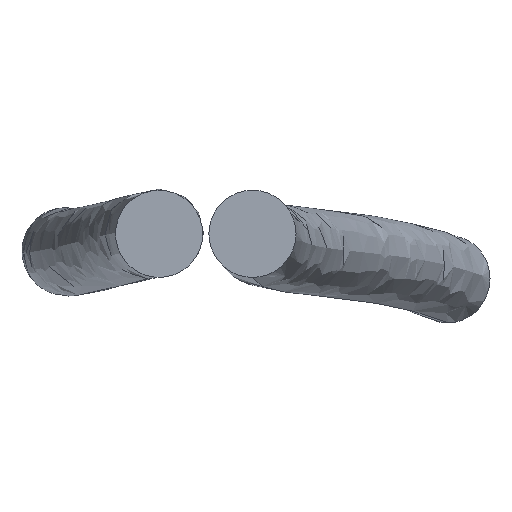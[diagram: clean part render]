
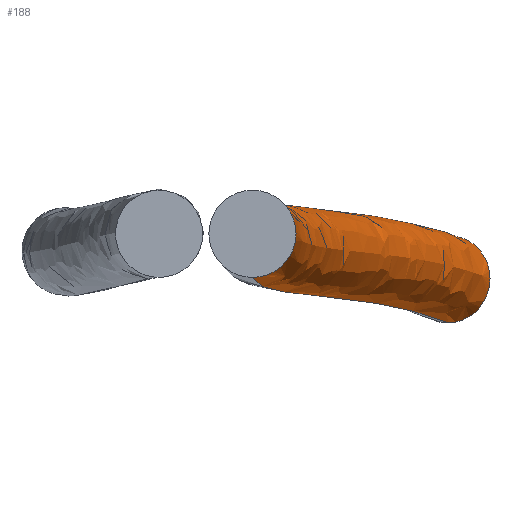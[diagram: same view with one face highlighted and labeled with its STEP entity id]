
A CAD part, front view. The second image highlights one B-rep face of the part: STEP entity #188.
In plain terms, the highlighted free-form (B-spline) face has degree [3, 3] with [7, 6] control points.
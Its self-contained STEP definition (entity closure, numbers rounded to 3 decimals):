
#3 = DIRECTION ( 'NONE',  ( 0., 0., 1. ) ) ;
#5 = CARTESIAN_POINT ( 'NONE',  ( 115.597, -129.694, 64.344 ) ) ;
#13 = ORIENTED_EDGE ( 'NONE', *, *, #464, .T. ) ;
#24 = EDGE_CURVE ( 'NONE', #387, #372, #410, .T. ) ;
#28 = CARTESIAN_POINT ( 'NONE',  ( 104.4, -180.75, 66.405 ) ) ;
#31 = CARTESIAN_POINT ( 'NONE',  ( 124.741, -122.672, 63.164 ) ) ;
#33 = CARTESIAN_POINT ( 'NONE',  ( 110.965, -170.074, 59.227 ) ) ;
#41 = CARTESIAN_POINT ( 'NONE',  ( 118.67, -121.069, 56.743 ) ) ;
#42 = CARTESIAN_POINT ( 'NONE',  ( 118.702, -120.711, 63.083 ) ) ;
#44 = CARTESIAN_POINT ( 'NONE',  ( 112.091, -139.125, 64.72 ) ) ;
#54 = CARTESIAN_POINT ( 'NONE',  ( 115.597, -129.694, 64.344 ) ) ;
#58 = ORIENTED_EDGE ( 'NONE', *, *, #491, .T. ) ;
#59 = CARTESIAN_POINT ( 'NONE',  ( 118.702, -120.711, 63.083 ) ) ;
#64 = CARTESIAN_POINT ( 'NONE',  ( 118.67, -121.069, 56.743 ) ) ;
#67 = DIRECTION ( 'NONE',  ( 0.005, 0.056, 0.998 ) ) ;
#72 = CARTESIAN_POINT ( 'NONE',  ( 104.4, -180.75, 60.055 ) ) ;
#74 = CARTESIAN_POINT ( 'NONE',  ( 121.716, -131.724, 58.084 ) ) ;
#77 = CARTESIAN_POINT ( 'NONE',  ( 104.4, -180.75, 63.23 ) ) ;
#80 = ORIENTED_EDGE ( 'NONE', *, *, #347, .F. ) ;
#87 = CARTESIAN_POINT ( 'NONE',  ( 104.556, -169.605, 65.518 ) ) ;
#105 = CARTESIAN_POINT ( 'NONE',  ( 115.712, -129.654, 57.981 ) ) ;
#114 = CARTESIAN_POINT ( 'NONE',  ( 112.945, -160.007, 59.038 ) ) ;
#128 = CIRCLE ( 'NONE', #367, 3.175 ) ;
#135 = CARTESIAN_POINT ( 'NONE',  ( 104.556, -169.605, 65.518 ) ) ;
#145 = CARTESIAN_POINT ( 'NONE',  ( 118.148, -141.06, 64.807 ) ) ;
#150 = DIRECTION ( 'NONE',  ( 0., 1., 0. ) ) ;
#173 = CARTESIAN_POINT ( 'NONE',  ( 118.702, -120.711, 63.083 ) ) ;
#175 = CARTESIAN_POINT ( 'NONE',  ( 104.4, -180.75, 66.405 ) ) ;
#181 = CARTESIAN_POINT ( 'NONE',  ( 118.67, -121.069, 56.743 ) ) ;
#187 = CARTESIAN_POINT ( 'NONE',  ( 106.712, -158.746, 58.968 ) ) ;
#188 = ADVANCED_FACE ( 'NONE', ( #293 ), #404, .T. ) ;
#192 = CARTESIAN_POINT ( 'NONE',  ( 104.4, -180.75, 66.405 ) ) ;
#196 = CARTESIAN_POINT ( 'NONE',  ( 109.594, -127.624, 64.24 ) ) ;
#215 = CARTESIAN_POINT ( 'NONE',  ( 124.709, -123.031, 56.824 ) ) ;
#222 = CARTESIAN_POINT ( 'NONE',  ( 115.712, -129.654, 57.981 ) ) ;
#224 = CARTESIAN_POINT ( 'NONE',  ( 112.091, -139.125, 64.72 ) ) ;
#228 = CARTESIAN_POINT ( 'NONE',  ( 106.57, -159.084, 65.308 ) ) ;
#230 = AXIS2_PLACEMENT_3D ( 'NONE', #400, #296, #67 ) ;
#233 = CARTESIAN_POINT ( 'NONE',  ( 106.204, -136.955, 58.288 ) ) ;
#235 = CIRCLE ( 'NONE', #230, 3.175 ) ;
#249 = CARTESIAN_POINT ( 'NONE',  ( 112.803, -160.345, 65.377 ) ) ;
#252 = CARTESIAN_POINT ( 'NONE',  ( 115.597, -129.694, 64.344 ) ) ;
#258 = CARTESIAN_POINT ( 'NONE',  ( 104.4, -180.75, 60.055 ) ) ;
#259 = CARTESIAN_POINT ( 'NONE',  ( 110.75, -180.75, 66.405 ) ) ;
#262 = CARTESIAN_POINT ( 'NONE',  ( 112.663, -118.749, 63.002 ) ) ;
#263 = CARTESIAN_POINT ( 'NONE',  ( 106.712, -158.746, 58.968 ) ) ;
#275 = VERTEX_POINT ( 'NONE', #181 ) ;
#284 = ORIENTED_EDGE ( 'NONE', *, *, #24, .F. ) ;
#293 = FACE_OUTER_BOUND ( 'NONE', #356, .T. ) ;
#296 = DIRECTION ( 'NONE',  ( 0.309, 0.949, -0.055 ) ) ;
#325 = CARTESIAN_POINT ( 'NONE',  ( 118.702, -120.711, 63.083 ) ) ;
#339 = CARTESIAN_POINT ( 'NONE',  ( 106.034, -137.19, 64.632 ) ) ;
#347 = EDGE_CURVE ( 'NONE', #372, #275, #235, .T. ) ;
#352 = VERTEX_POINT ( 'NONE', #258 ) ;
#356 = EDGE_LOOP ( 'NONE', ( #13, #58, #80, #284 ) ) ;
#359 = CARTESIAN_POINT ( 'NONE',  ( 98.265, -168.668, 59.109 ) ) ;
#367 = AXIS2_PLACEMENT_3D ( 'NONE', #77, #150, #3 ) ;
#369 = CARTESIAN_POINT ( 'NONE',  ( 104.615, -169.371, 59.168 ) ) ;
#371 = CARTESIAN_POINT ( 'NONE',  ( 98.05, -180.75, 66.405 ) ) ;
#372 = VERTEX_POINT ( 'NONE', #59 ) ;
#378 = CARTESIAN_POINT ( 'NONE',  ( 112.632, -119.108, 56.662 ) ) ;
#387 = VERTEX_POINT ( 'NONE', #28 ) ;
#389 = CARTESIAN_POINT ( 'NONE',  ( 112.091, -139.125, 64.72 ) ) ;
#396 = CARTESIAN_POINT ( 'NONE',  ( 112.261, -138.89, 58.376 ) ) ;
#398 = CARTESIAN_POINT ( 'NONE',  ( 110.906, -170.308, 65.577 ) ) ;
#400 = CARTESIAN_POINT ( 'NONE',  ( 118.686, -120.89, 59.913 ) ) ;
#403 = CARTESIAN_POINT ( 'NONE',  ( 121.601, -131.764, 64.447 ) ) ;
#404 =( BOUNDED_SURFACE ( )  B_SPLINE_SURFACE ( 3, 3, ( 
 ( #443, #437, #481, #224, #252, #325 ),
 ( #259, #398, #249, #145, #403, #31 ),
 ( #445, #33, #114, #435, #74, #215 ),
 ( #406, #369, #187, #396, #105, #64 ),
 ( #474, #359, #455, #233, #409, #378 ),
 ( #371, #419, #415, #339, #196, #262 ),
 ( #192, #87, #228, #44, #5, #42 ) ),
 .UNSPECIFIED., .T., .F., .T. ) 
 B_SPLINE_SURFACE_WITH_KNOTS ( ( 4, 3, 4 ),
 ( 4, 2, 4 ),
 ( 0., 0.5, 1. ),
 ( 0., 0.5, 1. ),
 .UNSPECIFIED. ) 
 GEOMETRIC_REPRESENTATION_ITEM ( )  RATIONAL_B_SPLINE_SURFACE ( (
 ( 1., 1., 1., 1., 1., 1.),
 ( 0.333, 0.333, 0.333, 0.333, 0.333, 0.333),
 ( 0.333, 0.333, 0.333, 0.333, 0.333, 0.333),
 ( 1., 1., 1., 1., 1., 1.),
 ( 0.333, 0.333, 0.333, 0.333, 0.333, 0.333),
 ( 0.333, 0.333, 0.333, 0.333, 0.333, 0.333),
 ( 1., 1., 1., 1., 1., 1.) ) ) 
 REPRESENTATION_ITEM ( '' )  SURFACE ( )  );
#406 = CARTESIAN_POINT ( 'NONE',  ( 104.4, -180.75, 60.055 ) ) ;
#408 = CARTESIAN_POINT ( 'NONE',  ( 104.615, -169.371, 59.168 ) ) ;
#409 = CARTESIAN_POINT ( 'NONE',  ( 109.709, -127.584, 57.877 ) ) ;
#410 = B_SPLINE_CURVE_WITH_KNOTS ( 'NONE', 3,
 ( #175, #135, #422, #389, #54, #173 ),
 .UNSPECIFIED., .F., .F.,
 ( 4, 2, 4 ),
 ( 0., 0.5, 1. ),
 .UNSPECIFIED. ) ;
#411 = CARTESIAN_POINT ( 'NONE',  ( 112.261, -138.89, 58.376 ) ) ;
#415 = CARTESIAN_POINT ( 'NONE',  ( 100.338, -157.823, 65.239 ) ) ;
#419 = CARTESIAN_POINT ( 'NONE',  ( 98.206, -168.902, 65.459 ) ) ;
#422 = CARTESIAN_POINT ( 'NONE',  ( 106.57, -159.084, 65.308 ) ) ;
#435 = CARTESIAN_POINT ( 'NONE',  ( 118.318, -140.825, 58.464 ) ) ;
#437 = CARTESIAN_POINT ( 'NONE',  ( 104.556, -169.605, 65.518 ) ) ;
#443 = CARTESIAN_POINT ( 'NONE',  ( 104.4, -180.75, 66.405 ) ) ;
#445 = CARTESIAN_POINT ( 'NONE',  ( 110.75, -180.75, 60.055 ) ) ;
#455 = CARTESIAN_POINT ( 'NONE',  ( 100.479, -157.485, 58.899 ) ) ;
#464 = EDGE_CURVE ( 'NONE', #387, #352, #128, .T. ) ;
#474 = CARTESIAN_POINT ( 'NONE',  ( 98.05, -180.75, 60.055 ) ) ;
#481 = CARTESIAN_POINT ( 'NONE',  ( 106.57, -159.084, 65.308 ) ) ;
#485 = B_SPLINE_CURVE_WITH_KNOTS ( 'NONE', 3,
 ( #72, #408, #263, #411, #222, #41 ),
 .UNSPECIFIED., .F., .F.,
 ( 4, 2, 4 ),
 ( 0., 0.5, 1. ),
 .UNSPECIFIED. ) ;
#491 = EDGE_CURVE ( 'NONE', #352, #275, #485, .T. ) ;
